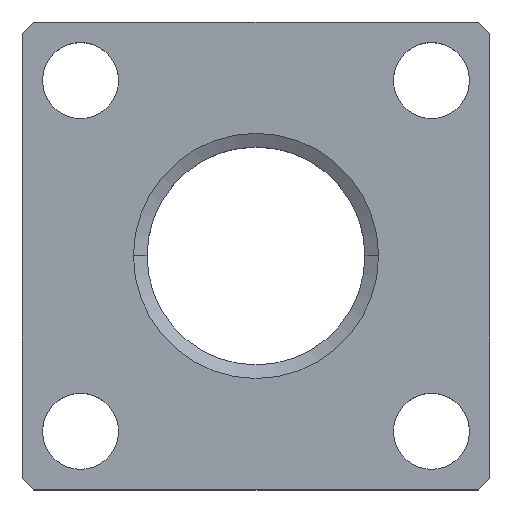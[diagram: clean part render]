
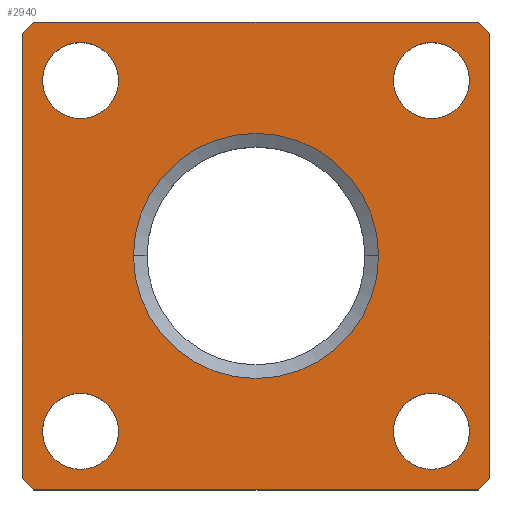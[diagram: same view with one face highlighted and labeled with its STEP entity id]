
A CAD part, top view. The second image highlights one B-rep face of the part: STEP entity #2940.
In plain terms, the highlighted planar face has unit normal (0, 0, 1).
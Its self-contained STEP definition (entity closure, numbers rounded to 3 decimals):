
#1480=CARTESIAN_POINT('',(0.,0.,8.));
#1490=DIRECTION('',(0.,0.,1.));
#1500=DIRECTION('',(1.,0.,0.));
#1510=AXIS2_PLACEMENT_3D('',#1480,#1490,#1500);
#1520=PLANE('',#1510);
#1530=CARTESIAN_POINT('',(35.,5.,8.));
#1540=DIRECTION('',(0.,0.,1.));
#1550=DIRECTION('',(1.,0.,0.));
#1560=AXIS2_PLACEMENT_3D('',#1530,#1540,#1550);
#1570=CIRCLE('',#1560,3.25);
#1580=CARTESIAN_POINT('',(38.25,5.,8.));
#1590=VERTEX_POINT('',#1580);
#1600=CARTESIAN_POINT('',(31.75,5.,8.));
#1610=VERTEX_POINT('',#1600);
#1620=EDGE_CURVE('',#1590,#1610,#1570,.T.);
#1630=ORIENTED_EDGE('',*,*,#1620,.F.);
#1640=EDGE_CURVE('',#1610,#1590,#1570,.T.);
#1650=ORIENTED_EDGE('',*,*,#1640,.F.);
#1660=EDGE_LOOP('',(#1650,#1630));
#1670=FACE_BOUND('',#1660,.T.);
#1680=CARTESIAN_POINT('',(5.,5.,8.));
#1690=DIRECTION('',(0.,0.,1.));
#1700=DIRECTION('',(1.,0.,0.));
#1710=AXIS2_PLACEMENT_3D('',#1680,#1690,#1700);
#1720=CIRCLE('',#1710,3.25);
#1730=CARTESIAN_POINT('',(8.25,5.,8.));
#1740=VERTEX_POINT('',#1730);
#1750=CARTESIAN_POINT('',(1.75,5.,8.));
#1760=VERTEX_POINT('',#1750);
#1770=EDGE_CURVE('',#1740,#1760,#1720,.T.);
#1780=ORIENTED_EDGE('',*,*,#1770,.F.);
#1790=EDGE_CURVE('',#1760,#1740,#1720,.T.);
#1800=ORIENTED_EDGE('',*,*,#1790,.F.);
#1810=EDGE_LOOP('',(#1800,#1780));
#1820=FACE_BOUND('',#1810,.T.);
#1830=CARTESIAN_POINT('',(35.,35.,8.));
#1840=DIRECTION('',(0.,0.,1.));
#1850=DIRECTION('',(1.,0.,0.));
#1860=AXIS2_PLACEMENT_3D('',#1830,#1840,#1850);
#1870=CIRCLE('',#1860,3.25);
#1880=CARTESIAN_POINT('',(38.25,35.,8.));
#1890=VERTEX_POINT('',#1880);
#1900=CARTESIAN_POINT('',(31.75,35.,8.));
#1910=VERTEX_POINT('',#1900);
#1920=EDGE_CURVE('',#1890,#1910,#1870,.T.);
#1930=ORIENTED_EDGE('',*,*,#1920,.F.);
#1940=EDGE_CURVE('',#1910,#1890,#1870,.T.);
#1950=ORIENTED_EDGE('',*,*,#1940,.F.);
#1960=EDGE_LOOP('',(#1950,#1930));
#1970=FACE_BOUND('',#1960,.T.);
#1980=CARTESIAN_POINT('',(20.,20.,8.));
#1990=DIRECTION('',(0.,0.,-1.));
#2000=DIRECTION('',(-1.,0.,0.));
#2010=AXIS2_PLACEMENT_3D('',#1980,#1990,#2000);
#2020=CIRCLE('',#2010,10.477);
#2030=CARTESIAN_POINT('',(9.523,20.,8.));
#2040=VERTEX_POINT('',#2030);
#2050=CARTESIAN_POINT('',(30.477,20.,8.));
#2060=VERTEX_POINT('',#2050);
#2070=EDGE_CURVE('',#2040,#2060,#2020,.T.);
#2080=ORIENTED_EDGE('',*,*,#2070,.T.);
#2090=EDGE_CURVE('',#2060,#2040,#2020,.T.);
#2100=ORIENTED_EDGE('',*,*,#2090,.T.);
#2110=EDGE_LOOP('',(#2100,#2080));
#2120=FACE_BOUND('',#2110,.T.);
#2130=CARTESIAN_POINT('',(5.,35.,8.));
#2140=DIRECTION('',(0.,0.,1.));
#2150=DIRECTION('',(1.,0.,0.));
#2160=AXIS2_PLACEMENT_3D('',#2130,#2140,#2150);
#2170=CIRCLE('',#2160,3.25);
#2180=CARTESIAN_POINT('',(8.25,35.,8.));
#2190=VERTEX_POINT('',#2180);
#2200=CARTESIAN_POINT('',(1.75,35.,8.));
#2210=VERTEX_POINT('',#2200);
#2220=EDGE_CURVE('',#2190,#2210,#2170,.T.);
#2230=ORIENTED_EDGE('',*,*,#2220,.F.);
#2240=EDGE_CURVE('',#2210,#2190,#2170,.T.);
#2250=ORIENTED_EDGE('',*,*,#2240,.F.);
#2260=EDGE_LOOP('',(#2250,#2230));
#2270=FACE_BOUND('',#2260,.T.);
#2280=CARTESIAN_POINT('',(-39.,0.,8.));
#2290=DIRECTION('',(-0.707,-0.707,0.));
#2300=VECTOR('',#2290,1.);
#2310=LINE('',#2280,#2300);
#2320=CARTESIAN_POINT('',(1.,40.,8.));
#2330=VERTEX_POINT('',#2320);
#2340=CARTESIAN_POINT('',(0.,39.,8.));
#2350=VERTEX_POINT('',#2340);
#2360=EDGE_CURVE('',#2330,#2350,#2310,.T.);
#2370=ORIENTED_EDGE('',*,*,#2360,.T.);
#2380=CARTESIAN_POINT('',(40.,40.,8.));
#2390=DIRECTION('',(-1.,0.,0.));
#2400=VECTOR('',#2390,1.);
#2410=LINE('',#2380,#2400);
#2420=CARTESIAN_POINT('',(39.,40.,8.));
#2430=VERTEX_POINT('',#2420);
#2440=EDGE_CURVE('',#2430,#2330,#2410,.T.);
#2450=ORIENTED_EDGE('',*,*,#2440,.T.);
#2460=CARTESIAN_POINT('',(79.,0.,8.));
#2470=DIRECTION('',(0.707,-0.707,0.));
#2480=VECTOR('',#2470,1.);
#2490=LINE('',#2460,#2480);
#2500=CARTESIAN_POINT('',(40.,39.,8.));
#2510=VERTEX_POINT('',#2500);
#2520=EDGE_CURVE('',#2430,#2510,#2490,.T.);
#2530=ORIENTED_EDGE('',*,*,#2520,.F.);
#2540=CARTESIAN_POINT('',(40.,0.,8.));
#2550=DIRECTION('',(0.,1.,0.));
#2560=VECTOR('',#2550,1.);
#2570=LINE('',#2540,#2560);
#2580=CARTESIAN_POINT('',(40.,1.,8.));
#2590=VERTEX_POINT('',#2580);
#2600=EDGE_CURVE('',#2590,#2510,#2570,.T.);
#2610=ORIENTED_EDGE('',*,*,#2600,.T.);
#2620=CARTESIAN_POINT('',(39.,0.,8.));
#2630=DIRECTION('',(-0.707,-0.707,0.));
#2640=VECTOR('',#2630,1.);
#2650=LINE('',#2620,#2640);
#2660=CARTESIAN_POINT('',(39.,0.,8.));
#2670=VERTEX_POINT('',#2660);
#2680=EDGE_CURVE('',#2590,#2670,#2650,.T.);
#2690=ORIENTED_EDGE('',*,*,#2680,.F.);
#2700=CARTESIAN_POINT('',(0.,0.,8.));
#2710=DIRECTION('',(1.,0.,0.));
#2720=VECTOR('',#2710,1.);
#2730=LINE('',#2700,#2720);
#2740=CARTESIAN_POINT('',(1.,0.,8.));
#2750=VERTEX_POINT('',#2740);
#2760=EDGE_CURVE('',#2750,#2670,#2730,.T.);
#2770=ORIENTED_EDGE('',*,*,#2760,.T.);
#2780=CARTESIAN_POINT('',(1.,0.,8.));
#2790=DIRECTION('',(-0.707,0.707,0.));
#2800=VECTOR('',#2790,1.);
#2810=LINE('',#2780,#2800);
#2820=CARTESIAN_POINT('',(0.,1.,8.));
#2830=VERTEX_POINT('',#2820);
#2840=EDGE_CURVE('',#2750,#2830,#2810,.T.);
#2850=ORIENTED_EDGE('',*,*,#2840,.F.);
#2860=CARTESIAN_POINT('',(0.,40.,8.));
#2870=DIRECTION('',(0.,-1.,0.));
#2880=VECTOR('',#2870,1.);
#2890=LINE('',#2860,#2880);
#2900=EDGE_CURVE('',#2350,#2830,#2890,.T.);
#2910=ORIENTED_EDGE('',*,*,#2900,.T.);
#2920=EDGE_LOOP('',(#2910,#2850,#2770,#2690,#2610,#2530,#2450,#2370));
#2930=FACE_OUTER_BOUND('',#2920,.T.);
#2940=ADVANCED_FACE('',(#1670,#1820,#1970,#2120,#2270,#2930),#1520,.T.);
